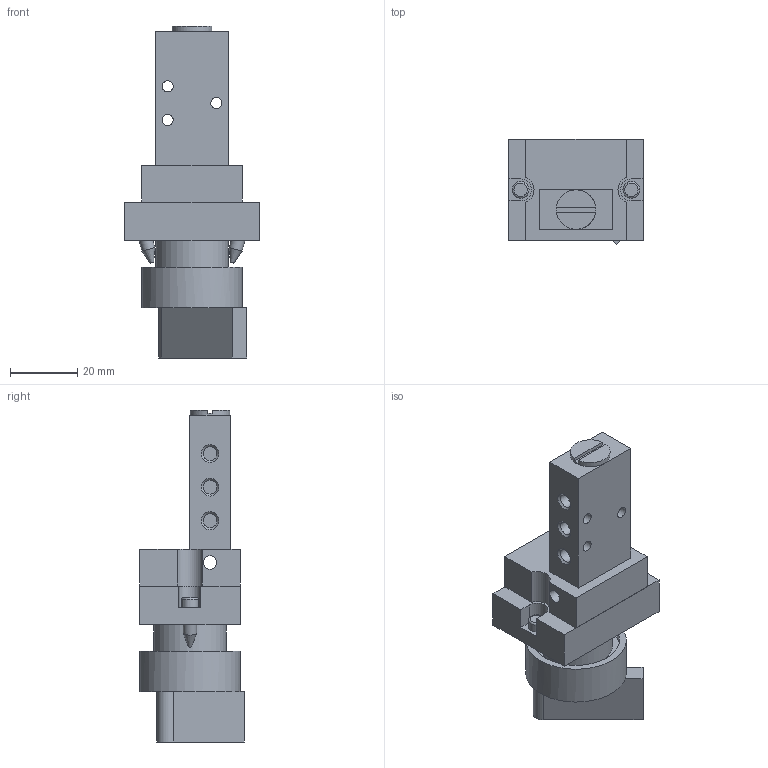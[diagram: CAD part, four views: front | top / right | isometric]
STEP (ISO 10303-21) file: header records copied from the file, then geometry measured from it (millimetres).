
FILE_DESCRIPTION(/* description */ (''),/* implementation_level */ '2;1');
FILE_NAME(/* name */ '105_52_6_27.stp',/* time_stamp */ '2015-12-21T09:07:33+01:00',/* author */ ('maniean1'),/* organization */ ('Pneumax S.p.A.'),/* preprocessor_version */ 'ST-DEVELOPER v15.2',/* originating_system */ 'Autodesk Inventor 2014',/* authorisation */ '');
FILE_SCHEMA (('AUTOMOTIVE_DESIGN { 1 0 10303 214 3 1 1 }'));
Length unit declared in the file: millimetre
Products named in the file (3): 105_52_6-#; 104_6_27_#; 105_52_6_27
Bounding box: 40 x 31.27 x 99 mm (x, y, z)
Volume: 39287 mm3; surface area: 17747.5 mm2
Topology: 2 solids, 2 shells, 107 faces, 252 edges, 165 vertices
Faces by surface type: plane 66, cylinder 31, cone 8, torus 2
Full cylindrical faces by diameter (mm): 3.3 x3, 4 x3, 4.134 x5, 5 x2, 11.8 x1, 18 x1, 20 x1, 21.7 x1, 22.5 x1, 25.5 x1, 26 x1, 26.5 x1, 30 x1
Entity records: 2938 total; most frequent: DIRECTION 510, CARTESIAN_POINT 487, ORIENTED_EDGE 414, EDGE_CURVE 207, AXIS2_PLACEMENT_3D 199, EDGE_LOOP 165, VERTEX_POINT 152, LINE 112
